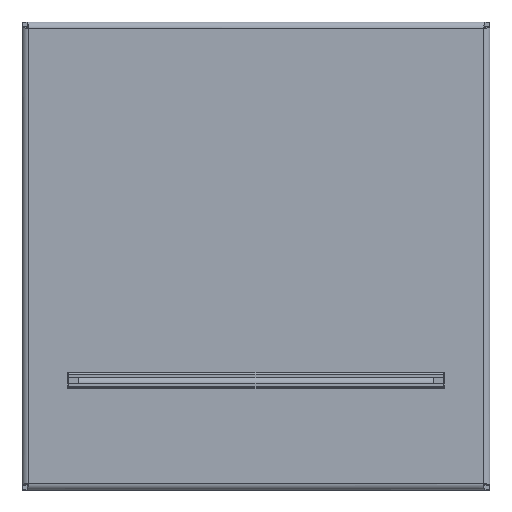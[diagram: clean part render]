
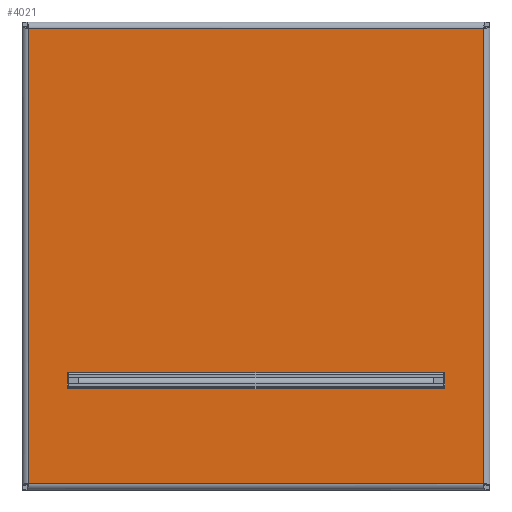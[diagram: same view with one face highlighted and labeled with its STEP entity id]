
A CAD part, top view. The second image highlights one B-rep face of the part: STEP entity #4021.
In plain terms, the highlighted planar face has unit normal (0, 0, 1).
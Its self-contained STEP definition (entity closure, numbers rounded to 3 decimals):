
#4021=ADVANCED_FACE('',(#7128,#7129),#7130,.T.);
#7128=FACE_BOUND('',#10357,.T.);
#7129=FACE_OUTER_BOUND('',#10358,.T.);
#7130=PLANE('',#10359);
#10357=EDGE_LOOP('',(#19237,#19238,#19239,#19240,#19241,#19242,#19243,#19244));
#10358=EDGE_LOOP('',(#19245,#19246,#19247,#19248));
#10359=AXIS2_PLACEMENT_3D('',#19249,#19250,#19251);
#19237=ORIENTED_EDGE('',*,*,#23213,.F.);
#19238=ORIENTED_EDGE('',*,*,#23214,.F.);
#19239=ORIENTED_EDGE('',*,*,#23196,.F.);
#19240=ORIENTED_EDGE('',*,*,#23192,.F.);
#19241=ORIENTED_EDGE('',*,*,#23201,.F.);
#19242=ORIENTED_EDGE('',*,*,#23215,.F.);
#19243=ORIENTED_EDGE('',*,*,#23216,.F.);
#19244=ORIENTED_EDGE('',*,*,#23217,.F.);
#19245=ORIENTED_EDGE('',*,*,#23218,.T.);
#19246=ORIENTED_EDGE('',*,*,#23219,.T.);
#19247=ORIENTED_EDGE('',*,*,#23220,.T.);
#19248=ORIENTED_EDGE('',*,*,#23221,.T.);
#19249=CARTESIAN_POINT('',(0.0,0.0,0.0));
#19250=DIRECTION('',(0.0,0.0,1.0));
#19251=DIRECTION('',(1.0,0.0,0.0));
#23192=EDGE_CURVE('',#27656,#27658,#27659,.T.);
#23196=EDGE_CURVE('',#27658,#27664,#27665,.T.);
#23201=EDGE_CURVE('',#27671,#27656,#27673,.T.);
#23213=EDGE_CURVE('',#27691,#27692,#27693,.T.);
#23214=EDGE_CURVE('',#27664,#27691,#27694,.T.);
#23215=EDGE_CURVE('',#27695,#27671,#27696,.T.);
#23216=EDGE_CURVE('',#27697,#27695,#27698,.T.);
#23217=EDGE_CURVE('',#27692,#27697,#27699,.T.);
#23218=EDGE_CURVE('',#27700,#27701,#27702,.F.);
#23219=EDGE_CURVE('',#27701,#27703,#27704,.F.);
#23220=EDGE_CURVE('',#27703,#27705,#27706,.F.);
#23221=EDGE_CURVE('',#27705,#27700,#27707,.F.);
#27656=VERTEX_POINT('',#34236);
#27658=VERTEX_POINT('',#34239);
#27659=CIRCLE('',#34240,0.1);
#27664=VERTEX_POINT('',#34246);
#27665=LINE('',#34247,#34248);
#27671=VERTEX_POINT('',#34256);
#27673=LINE('',#34259,#34260);
#27691=VERTEX_POINT('',#34286);
#27692=VERTEX_POINT('',#34287);
#27693=LINE('',#34288,#34289);
#27694=CIRCLE('',#34290,0.1);
#27695=VERTEX_POINT('',#34291);
#27696=CIRCLE('',#34292,0.1);
#27697=VERTEX_POINT('',#34293);
#27698=LINE('',#34294,#34295);
#27699=CIRCLE('',#34296,0.1);
#27700=VERTEX_POINT('',#34297);
#27701=VERTEX_POINT('',#34298);
#27702=LINE('',#34299,#34300);
#27703=VERTEX_POINT('',#34301);
#27704=LINE('',#34302,#34303);
#27705=VERTEX_POINT('',#34304);
#27706=LINE('',#34305,#34306);
#27707=LINE('',#34307,#34308);
#34236=CARTESIAN_POINT('',(60.5,-37.6,0.0));
#34239=CARTESIAN_POINT('',(60.4,-37.5,0.0));
#34240=AXIS2_PLACEMENT_3D('',#38657,#38658,#38659);
#34246=CARTESIAN_POINT('',(-60.4,-37.5,0.0));
#34247=CARTESIAN_POINT('',(0.,-37.5,0.0));
#34248=VECTOR('',#38664,1.0);
#34256=CARTESIAN_POINT('',(60.5,-42.4,0.0));
#34259=CARTESIAN_POINT('',(60.5,0.,0.0));
#34260=VECTOR('',#38668,1.0);
#34286=CARTESIAN_POINT('',(-60.5,-37.6,0.0));
#34287=CARTESIAN_POINT('',(-60.5,-42.4,0.0));
#34288=CARTESIAN_POINT('',(-60.5,0.,0.0));
#34289=VECTOR('',#38677,1.0);
#34290=AXIS2_PLACEMENT_3D('',#38678,#38679,#38680);
#34291=CARTESIAN_POINT('',(60.4,-42.5,0.0));
#34292=AXIS2_PLACEMENT_3D('',#38681,#38682,#38683);
#34293=CARTESIAN_POINT('',(-60.4,-42.5,0.0));
#34294=CARTESIAN_POINT('',(0.0,-42.5,0.0));
#34295=VECTOR('',#38684,1.0);
#34296=AXIS2_PLACEMENT_3D('',#38685,#38686,#38687);
#34297=CARTESIAN_POINT('',(-73.0,73.0,0.));
#34298=CARTESIAN_POINT('',(-73.0,-73.0,0.0));
#34299=CARTESIAN_POINT('',(-73.0,0.0,0.0));
#34300=VECTOR('',#38688,1.0);
#34301=CARTESIAN_POINT('',(73.0,-73.0,0.));
#34302=CARTESIAN_POINT('',(0.0,-73.0,0.0));
#34303=VECTOR('',#38689,1.0);
#34304=CARTESIAN_POINT('',(73.0,73.0,0.0));
#34305=CARTESIAN_POINT('',(73.0,0.0,0.0));
#34306=VECTOR('',#38690,1.0);
#34307=CARTESIAN_POINT('',(0.0,73.0,0.0));
#34308=VECTOR('',#38691,1.0);
#38657=CARTESIAN_POINT('',(60.4,-37.6,0.0));
#38658=DIRECTION('',(0.0,0.0,1.0));
#38659=DIRECTION('',(1.0,0.0,0.0));
#38664=DIRECTION('',(-1.0,0.,0.0));
#38668=DIRECTION('',(0.,1.0,0.0));
#38677=DIRECTION('',(0.,-1.0,0.0));
#38678=CARTESIAN_POINT('',(-60.4,-37.6,0.0));
#38679=DIRECTION('',(0.0,0.0,1.0));
#38680=DIRECTION('',(1.0,0.0,0.0));
#38681=CARTESIAN_POINT('',(60.4,-42.4,0.0));
#38682=DIRECTION('',(0.0,0.0,1.0));
#38683=DIRECTION('',(1.0,0.0,0.0));
#38684=DIRECTION('',(1.0,0.0,0.0));
#38685=CARTESIAN_POINT('',(-60.4,-42.4,0.0));
#38686=DIRECTION('',(0.0,0.0,1.0));
#38687=DIRECTION('',(1.0,0.0,0.0));
#38688=DIRECTION('',(0.0,1.0,0.0));
#38689=DIRECTION('',(-1.0,0.0,0.0));
#38690=DIRECTION('',(0.0,-1.0,0.0));
#38691=DIRECTION('',(1.0,0.0,0.0));
